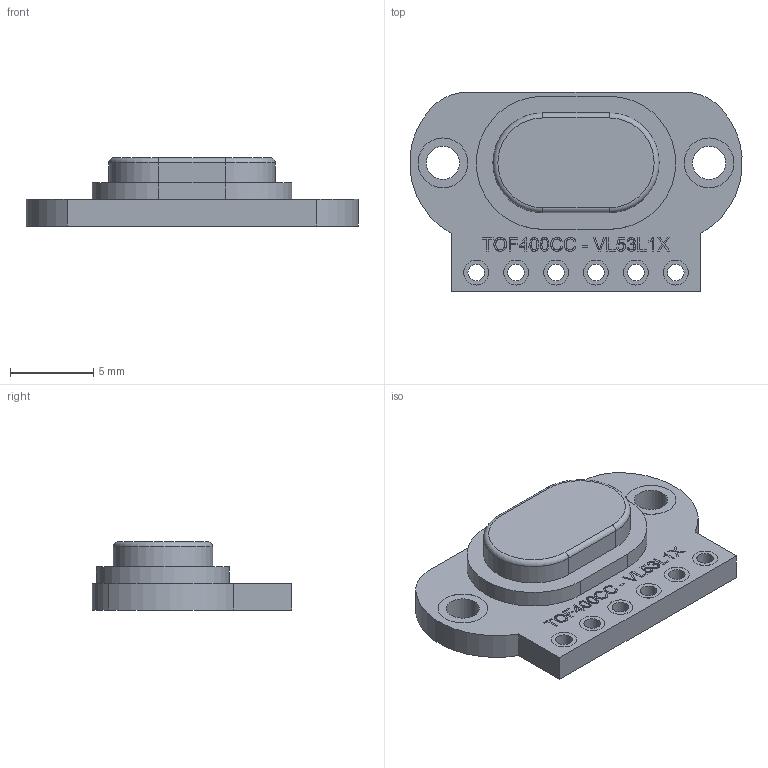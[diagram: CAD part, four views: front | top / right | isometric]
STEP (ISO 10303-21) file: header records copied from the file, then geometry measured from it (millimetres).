
FILE_DESCRIPTION(/* description */ ('','CAx-IF Rec.Pracs.---Representation and Presentation of Product Manufacturing Information (PMI)---4.0---2014-10-13'),/* implementation_level */ '2;1');
FILE_NAME(/* name */ 'TOF400MM.step',/* time_stamp */ '2025-01-06T22:06:46+01:00',/* author */ (''),/* organization */ (''),/* preprocessor_version */ 'ST-DEVELOPER v20',/* originating_system */ 'Autodesk Translation Framework v13.20.0.188',/* authorisation */ '');
FILE_SCHEMA (('AP242_MANAGED_MODEL_BASED_3D_ENGINEERING_MIM_LF { 1 0 10303 442 1 1 4 }'));
Length unit declared in the file: millimetre
Products named in the file (1): TOF400MM
Bounding box: 19.97 x 12 x 4.11 mm (x, y, z)
Volume: 478.4 mm3; surface area: 610.9 mm2
Topology: 1 solids, 1 shells, 655 faces, 1775 edges, 1182 vertices
Faces by surface type: bspline 341, plane 278, cylinder 34, torus 2
Full cylindrical faces by diameter (mm): 1 x6, 1.5 x12, 2 x2, 3 x4
Entity records: 23820 total; most frequent: CARTESIAN_POINT 9410, ORIENTED_EDGE 3550, DIRECTION 1793, EDGE_CURVE 1775, VERTEX_POINT 1182, LINE 1023, VECTOR 1023, EDGE_LOOP 731
